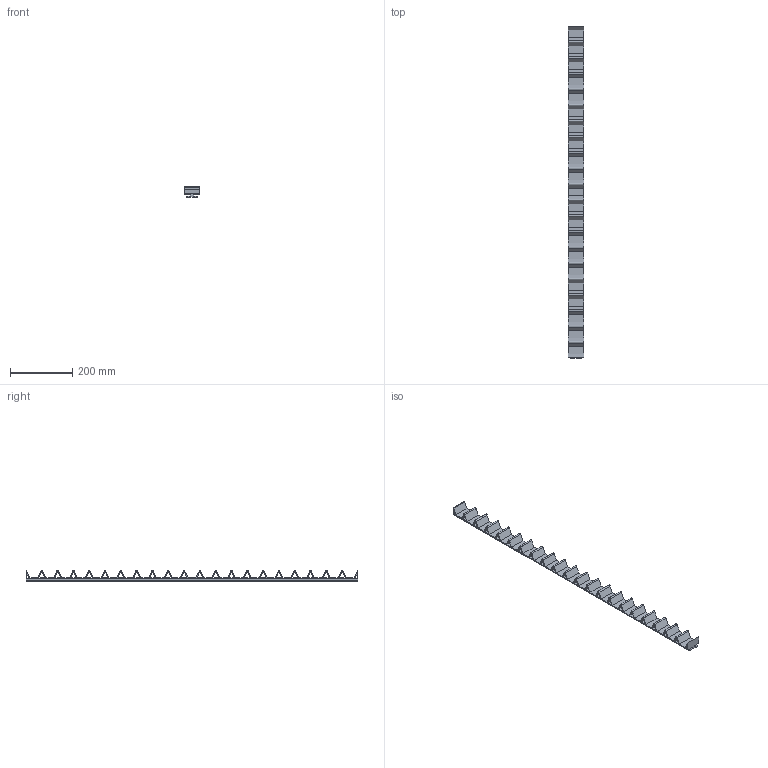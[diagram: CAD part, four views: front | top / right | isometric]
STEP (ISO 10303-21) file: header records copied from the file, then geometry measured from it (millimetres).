
FILE_DESCRIPTION(('CATIA V5 STEP Exchange'),'2;1');
FILE_NAME('DE1169 SEPARATOR DUNNAGE.stp','2017-07-06T18:25:15+00:00',('none'),('none'),'CATIA Version 5-6 Release 2016 SP3 HF21','CATIA V5 STEP AP203','none');
FILE_SCHEMA(('CONFIG_CONTROL_DESIGN'));
Length unit declared in the file: inch
Products named in the file (1): DE1169 SEPARATOR DUNNAGE
Bounding box: 50.8 x 1066.8 x 34.11 mm (x, y, z)
Volume: 535082.8 mm3; surface area: 292392.4 mm2
Topology: 1 solids, 1 shells, 164 faces, 486 edges, 324 vertices
Faces by surface type: plane 142, cylinder 22
Entity records: 5281 total; most frequent: ORIENTED_EDGE 972, CARTESIAN_POINT 931, DIRECTION 726, EDGE_CURVE 486, VECTOR 442, LINE 442, VERTEX_POINT 324, EDGE_LOOP 208
